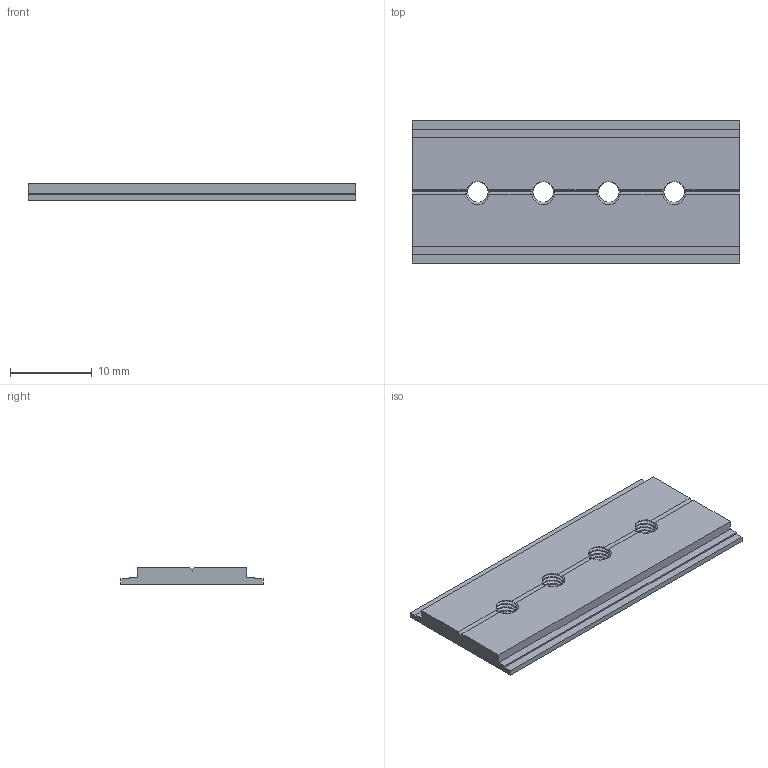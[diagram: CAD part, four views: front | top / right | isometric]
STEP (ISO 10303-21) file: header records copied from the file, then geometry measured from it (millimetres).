
FILE_DESCRIPTION(/* description */ (''),/* implementation_level */ '2;1');
FILE_NAME(/* name */ 'NA0013.step',/* time_stamp */ '2026-03-02T13:12:05+01:00',/* author */ (''),/* organization */ (''),/* preprocessor_version */ 'ST-DEVELOPER v20.1',/* originating_system */ 'Autodesk Translation Framework v14.24.0.0',/* authorisation */ '');
FILE_SCHEMA (('AUTOMOTIVE_DESIGN { 1 0 10303 214 3 1 1 }'));
Length unit declared in the file: millimetre
Products named in the file (1): NA0013
Bounding box: 40 x 17.35 x 2 mm (x, y, z)
Volume: 1137.4 mm3; surface area: 1684 mm2
Topology: 1 solids, 1 shells, 97 faces, 293 edges, 194 vertices
Faces by surface type: cylinder 48, plane 25, bspline 24
Full cylindrical faces by diameter (mm): 2.529 x12, 3.086 x4
Entity records: 6416 total; most frequent: CARTESIAN_POINT 4081, ORIENTED_EDGE 586, DIRECTION 329, EDGE_CURVE 293, VERTEX_POINT 194, B_SPLINE_CURVE_WITH_KNOTS 160, AXIS2_PLACEMENT_3D 122, EDGE_LOOP 101
